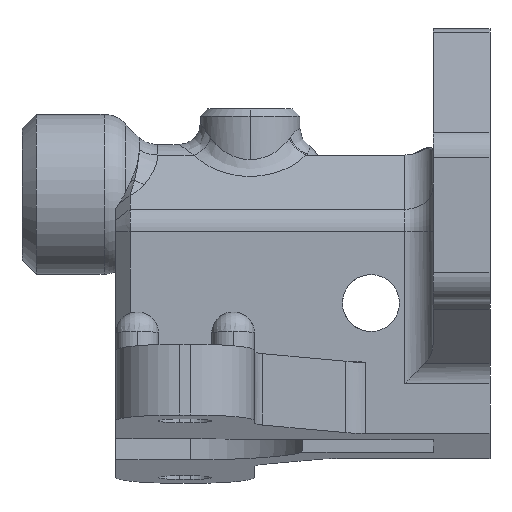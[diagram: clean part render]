
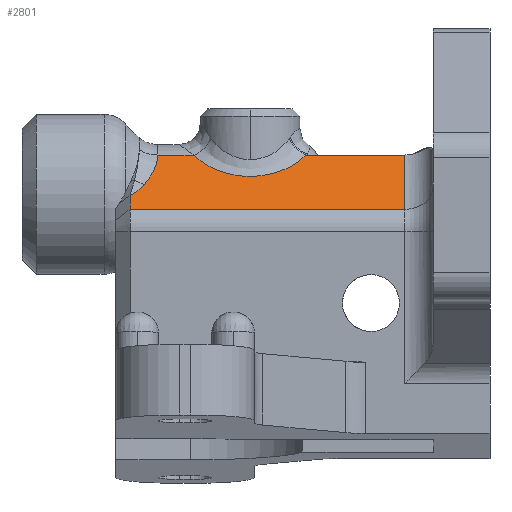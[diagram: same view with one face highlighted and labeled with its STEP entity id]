
A CAD part, left-side view. The second image highlights one B-rep face of the part: STEP entity #2801.
In plain terms, the highlighted planar face has unit normal (-0.615, 0, 0.789).
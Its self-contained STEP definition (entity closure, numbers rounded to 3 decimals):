
#89 = LINE ( 'NONE', #9464, #971 ) ;
#301 = CARTESIAN_POINT ( 'NONE',  ( -2.621, 23.372, 2.395 ) ) ;
#417 = CARTESIAN_POINT ( 'NONE',  ( -5.795, 25.325, -0.078 ) ) ;
#626 = FACE_OUTER_BOUND ( 'NONE', #3887, .T. ) ;
#636 = ORIENTED_EDGE ( 'NONE', *, *, #6032, .T. ) ;
#857 = CARTESIAN_POINT ( 'NONE',  ( -5.003, 24.45, 0.54 ) ) ;
#911 = LINE ( 'NONE', #6827, #8966 ) ;
#971 = VECTOR ( 'NONE', #4349, 1000. ) ;
#985 = DIRECTION ( 'NONE',  ( 0., -1., 0. ) ) ;
#1290 = CARTESIAN_POINT ( 'NONE',  ( -2.151, 12.931, 2.761 ) ) ;
#1437 = EDGE_CURVE ( 'NONE', #3245, #4205, #911, .T. ) ;
#1477 = EDGE_CURVE ( 'NONE', #7859, #8549, #6523, .T. ) ;
#1498 = ORIENTED_EDGE ( 'NONE', *, *, #4736, .F. ) ;
#1571 = CARTESIAN_POINT ( 'NONE',  ( -4.814, 24.325, 0.687 ) ) ;
#1636 = DIRECTION ( 'NONE',  ( 0., -1., 0. ) ) ;
#1781 = LINE ( 'NONE', #1830, #7452 ) ;
#1830 = CARTESIAN_POINT ( 'NONE',  ( -7.049, 4., -1.054 ) ) ;
#1831 = DIRECTION ( 'NONE',  ( 0.615, 0., -0.789 ) ) ;
#2000 = CARTESIAN_POINT ( 'NONE',  ( -2.151, 23.372, 2.761 ) ) ;
#2242 = CARTESIAN_POINT ( 'NONE',  ( -2.151, 6., 2.761 ) ) ;
#2265 = VECTOR ( 'NONE', #1636, 1000. ) ;
#2551 = CARTESIAN_POINT ( 'NONE',  ( -3.975, 23.814, 1.34 ) ) ;
#2801 = ADVANCED_FACE ( 'NONE', ( #626 ), #3546, .F. ) ;
#3245 = VERTEX_POINT ( 'NONE', #7217 ) ;
#3314 = CARTESIAN_POINT ( 'NONE',  ( -7.82, 37.316, -1.655 ) ) ;
#3331 = CARTESIAN_POINT ( 'NONE',  ( -2.151, 20.819, 2.761 ) ) ;
#3492 = CARTESIAN_POINT ( 'NONE',  ( -7.049, 25.325, -1.054 ) ) ;
#3546 = PLANE ( 'NONE',  #9111 ) ;
#3583 = CARTESIAN_POINT ( 'NONE',  ( -2.151, 12.833, 2.761 ) ) ;
#3758 = CARTESIAN_POINT ( 'NONE',  ( -5.18, 24.594, 0.401 ) ) ;
#3791 = LINE ( 'NONE', #5912, #2265 ) ;
#3817 = ORIENTED_EDGE ( 'NONE', *, *, #5979, .T. ) ;
#3887 = EDGE_LOOP ( 'NONE', ( #7385, #7804, #1498, #3817, #6700, #5364, #636, #6574, #5232 ) ) ;
#3980 = CARTESIAN_POINT ( 'NONE',  ( -2.151, 23.372, 2.761 ) ) ;
#4026 = CARTESIAN_POINT ( 'NONE',  ( -4.4, 24.051, 1.009 ) ) ;
#4072 = CARTESIAN_POINT ( 'NONE',  ( -4.814, 24.325, 0.687 ) ) ;
#4160 = CARTESIAN_POINT ( 'NONE',  ( -4.943, 15.105, 0.586 ) ) ;
#4205 = VERTEX_POINT ( 'NONE', #2242 ) ;
#4349 = DIRECTION ( 'NONE',  ( 0., -1., 0. ) ) ;
#4487 = B_SPLINE_CURVE_WITH_KNOTS ( 'NONE', 3,
 ( #3980, #301, #6098, #2551, #4026, #4072 ),
 .UNSPECIFIED., .F., .F.,
 ( 4, 2, 4 ),
 ( 0., 0.002, 0.004 ),
 .UNSPECIFIED. ) ;
#4704 = EDGE_CURVE ( 'NONE', #5556, #4205, #6533, .T. ) ;
#4736 = EDGE_CURVE ( 'NONE', #9055, #7275, #3791, .T. ) ;
#4881 = CARTESIAN_POINT ( 'NONE',  ( -4.943, 18.645, 0.586 ) ) ;
#4995 =( BOUNDED_CURVE ( )  B_SPLINE_CURVE ( 3, ( #5510, #4160, #4881, #6272 ),
 .UNSPECIFIED., .F., .T. ) 
 B_SPLINE_CURVE_WITH_KNOTS ( ( 4, 4 ),
 ( 2.233, 4.051 ),
 .UNSPECIFIED. ) 
 CURVE ( )  GEOMETRIC_REPRESENTATION_ITEM ( )  RATIONAL_B_SPLINE_CURVE ( ( 1., 0.743, 0.743, 1. ) ) 
 REPRESENTATION_ITEM ( '' )  );
#5081 = VECTOR ( 'NONE', #7871, 1000. ) ;
#5232 = ORIENTED_EDGE ( 'NONE', *, *, #4704, .F. ) ;
#5364 = ORIENTED_EDGE ( 'NONE', *, *, #7258, .T. ) ;
#5448 = VERTEX_POINT ( 'NONE', #3492 ) ;
#5507 = CARTESIAN_POINT ( 'NONE',  ( -4.814, 24.325, 0.687 ) ) ;
#5509 = EDGE_CURVE ( 'NONE', #9085, #7275, #4995, .T. ) ;
#5510 = CARTESIAN_POINT ( 'NONE',  ( -2.151, 12.931, 2.761 ) ) ;
#5556 = VERTEX_POINT ( 'NONE', #3583 ) ;
#5822 = CARTESIAN_POINT ( 'NONE',  ( -2.151, 37.316, 2.761 ) ) ;
#5912 = CARTESIAN_POINT ( 'NONE',  ( -2.151, 37.316, 2.761 ) ) ;
#5977 = CARTESIAN_POINT ( 'NONE',  ( -5.51, 24.926, 0.144 ) ) ;
#5979 = EDGE_CURVE ( 'NONE', #9055, #7859, #4487, .T. ) ;
#6032 = EDGE_CURVE ( 'NONE', #5448, #3245, #1781, .T. ) ;
#6098 = CARTESIAN_POINT ( 'NONE',  ( -3.089, 23.473, 2.031 ) ) ;
#6183 = CARTESIAN_POINT ( 'NONE',  ( -5.795, 25.325, -0.078 ) ) ;
#6251 = VECTOR ( 'NONE', #8726, 1000. ) ;
#6272 = CARTESIAN_POINT ( 'NONE',  ( -2.151, 20.819, 2.761 ) ) ;
#6523 = B_SPLINE_CURVE_WITH_KNOTS ( 'NONE', 3,
 ( #1571, #857, #3758, #5977, #8883, #417 ),
 .UNSPECIFIED., .F., .F.,
 ( 4, 2, 4 ),
 ( 0., 0.001, 0.002 ),
 .UNSPECIFIED. ) ;
#6533 = LINE ( 'NONE', #5822, #6251 ) ;
#6574 = ORIENTED_EDGE ( 'NONE', *, *, #1437, .T. ) ;
#6700 = ORIENTED_EDGE ( 'NONE', *, *, #1477, .T. ) ;
#6739 = DIRECTION ( 'NONE',  ( 0.789, 0., 0.615 ) ) ;
#6827 = CARTESIAN_POINT ( 'NONE',  ( -2.151, 6., 2.761 ) ) ;
#6951 = DIRECTION ( 'NONE',  ( -0.789, 0., -0.615 ) ) ;
#6965 = CARTESIAN_POINT ( 'NONE',  ( -7.82, 25.325, -1.655 ) ) ;
#7217 = CARTESIAN_POINT ( 'NONE',  ( -7.049, 6., -1.054 ) ) ;
#7258 = EDGE_CURVE ( 'NONE', #8549, #5448, #7685, .T. ) ;
#7275 = VERTEX_POINT ( 'NONE', #3331 ) ;
#7385 = ORIENTED_EDGE ( 'NONE', *, *, #8131, .F. ) ;
#7452 = VECTOR ( 'NONE', #985, 1000. ) ;
#7685 = LINE ( 'NONE', #6965, #5081 ) ;
#7804 = ORIENTED_EDGE ( 'NONE', *, *, #5509, .T. ) ;
#7859 = VERTEX_POINT ( 'NONE', #5507 ) ;
#7871 = DIRECTION ( 'NONE',  ( -0.789, 0., -0.615 ) ) ;
#8131 = EDGE_CURVE ( 'NONE', #9085, #5556, #89, .T. ) ;
#8549 = VERTEX_POINT ( 'NONE', #6183 ) ;
#8726 = DIRECTION ( 'NONE',  ( 0., -1., 0. ) ) ;
#8883 = CARTESIAN_POINT ( 'NONE',  ( -5.664, 25.116, 0.025 ) ) ;
#8966 = VECTOR ( 'NONE', #6739, 1000. ) ;
#9055 = VERTEX_POINT ( 'NONE', #2000 ) ;
#9085 = VERTEX_POINT ( 'NONE', #1290 ) ;
#9111 = AXIS2_PLACEMENT_3D ( 'NONE', #3314, #1831, #6951 ) ;
#9464 = CARTESIAN_POINT ( 'NONE',  ( -2.151, 37.316, 2.761 ) ) ;
